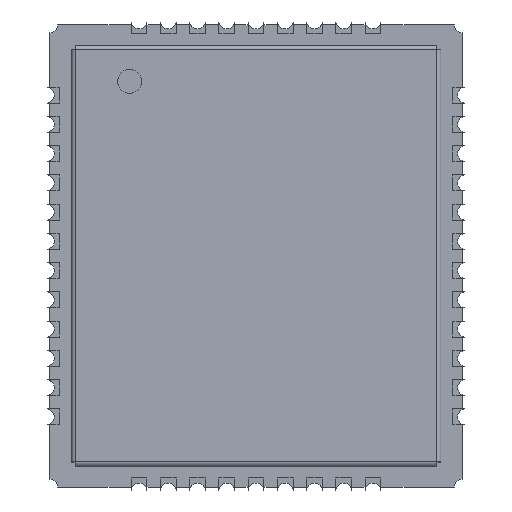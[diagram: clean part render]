
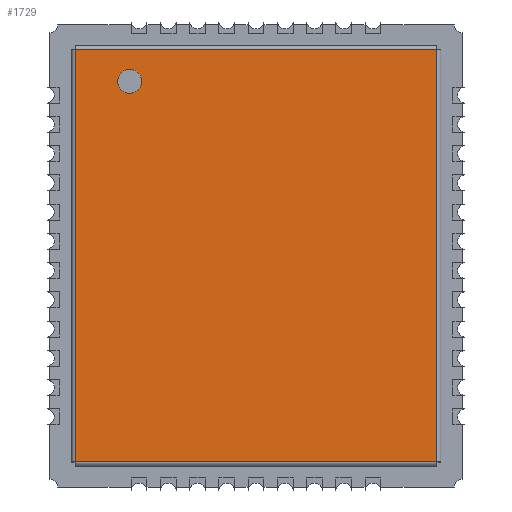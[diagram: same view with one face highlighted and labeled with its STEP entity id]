
A CAD part, top view. The second image highlights one B-rep face of the part: STEP entity #1729.
In plain terms, the highlighted planar face has unit normal (0, 0, 1).
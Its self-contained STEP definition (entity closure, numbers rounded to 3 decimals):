
#565 = CARTESIAN_POINT ( 'NONE',  ( 6.8, 7.75, 2.3 ) ) ;
#693 = LINE ( 'NONE', #6596, #16461 ) ;
#734 = EDGE_LOOP ( 'NONE', ( #3392, #17219 ) ) ;
#810 = CARTESIAN_POINT ( 'NONE',  ( 0., 0., 2.3 ) ) ;
#910 = DIRECTION ( 'NONE',  ( 0., 1., 0. ) ) ;
#999 = ORIENTED_EDGE ( 'NONE', *, *, #10486, .T. ) ;
#1436 = VECTOR ( 'NONE', #8635, 1000. ) ;
#1729 = ADVANCED_FACE ( 'NONE', ( #11994, #16197 ), #13332, .F. ) ;
#1896 = VERTEX_POINT ( 'NONE', #565 ) ;
#2407 = DIRECTION ( 'NONE',  ( -1., 0., 0. ) ) ;
#2752 = CARTESIAN_POINT ( 'NONE',  ( -5.203, 6.566, 2.3 ) ) ;
#2918 = VERTEX_POINT ( 'NONE', #12823 ) ;
#3392 = ORIENTED_EDGE ( 'NONE', *, *, #10972, .F. ) ;
#3820 = DIRECTION ( 'NONE',  ( 0., 0., 1. ) ) ;
#4103 = EDGE_CURVE ( 'NONE', #1896, #20145, #693, .T. ) ;
#4805 = AXIS2_PLACEMENT_3D ( 'NONE', #13265, #3820, #14856 ) ;
#6201 = ORIENTED_EDGE ( 'NONE', *, *, #6292, .T. ) ;
#6292 = EDGE_CURVE ( 'NONE', #20145, #2918, #13997, .T. ) ;
#6425 = LINE ( 'NONE', #16695, #14333 ) ;
#6596 = CARTESIAN_POINT ( 'NONE',  ( 0., 7.75, 2.3 ) ) ;
#6722 = EDGE_LOOP ( 'NONE', ( #999, #19053, #6201, #15153 ) ) ;
#6910 = CIRCLE ( 'NONE', #4805, 0.452 ) ;
#7254 = AXIS2_PLACEMENT_3D ( 'NONE', #810, #11805, #2407 ) ;
#7852 = VERTEX_POINT ( 'NONE', #2752 ) ;
#7923 = LINE ( 'NONE', #19790, #11627 ) ;
#8154 = DIRECTION ( 'NONE',  ( -1., 0., 0. ) ) ;
#8635 = DIRECTION ( 'NONE',  ( 0., -1., 0. ) ) ;
#8819 = DIRECTION ( 'NONE',  ( 1., 0., 0. ) ) ;
#9361 = CARTESIAN_POINT ( 'NONE',  ( -4.751, 6.566, 2.3 ) ) ;
#9671 = CARTESIAN_POINT ( 'NONE',  ( -6.8, 0., 2.3 ) ) ;
#10486 = EDGE_CURVE ( 'NONE', #17315, #1896, #7923, .T. ) ;
#10943 = DIRECTION ( 'NONE',  ( 1., 0., 0. ) ) ;
#10972 = EDGE_CURVE ( 'NONE', #17805, #7852, #6910, .T. ) ;
#11627 = VECTOR ( 'NONE', #910, 1000. ) ;
#11805 = DIRECTION ( 'NONE',  ( 0., 0., -1. ) ) ;
#11994 = FACE_BOUND ( 'NONE', #734, .T. ) ;
#12823 = CARTESIAN_POINT ( 'NONE',  ( -6.8, -7.75, 2.3 ) ) ;
#13265 = CARTESIAN_POINT ( 'NONE',  ( -4.751, 6.566, 2.3 ) ) ;
#13332 = PLANE ( 'NONE',  #7254 ) ;
#13997 = LINE ( 'NONE', #9671, #1436 ) ;
#14333 = VECTOR ( 'NONE', #8819, 1000. ) ;
#14363 = AXIS2_PLACEMENT_3D ( 'NONE', #9361, #20429, #10943 ) ;
#14856 = DIRECTION ( 'NONE',  ( 1., 0., 0. ) ) ;
#15070 = CARTESIAN_POINT ( 'NONE',  ( -4.299, 6.566, 2.3 ) ) ;
#15153 = ORIENTED_EDGE ( 'NONE', *, *, #17458, .T. ) ;
#16197 = FACE_OUTER_BOUND ( 'NONE', #6722, .T. ) ;
#16336 = CARTESIAN_POINT ( 'NONE',  ( 6.8, -7.75, 2.3 ) ) ;
#16461 = VECTOR ( 'NONE', #8154, 1000. ) ;
#16695 = CARTESIAN_POINT ( 'NONE',  ( 0., -7.75, 2.3 ) ) ;
#17219 = ORIENTED_EDGE ( 'NONE', *, *, #19485, .F. ) ;
#17315 = VERTEX_POINT ( 'NONE', #16336 ) ;
#17458 = EDGE_CURVE ( 'NONE', #2918, #17315, #6425, .T. ) ;
#17805 = VERTEX_POINT ( 'NONE', #15070 ) ;
#18741 = CARTESIAN_POINT ( 'NONE',  ( -6.8, 7.75, 2.3 ) ) ;
#18967 = CIRCLE ( 'NONE', #14363, 0.452 ) ;
#19053 = ORIENTED_EDGE ( 'NONE', *, *, #4103, .T. ) ;
#19485 = EDGE_CURVE ( 'NONE', #7852, #17805, #18967, .T. ) ;
#19790 = CARTESIAN_POINT ( 'NONE',  ( 6.8, 0., 2.3 ) ) ;
#20145 = VERTEX_POINT ( 'NONE', #18741 ) ;
#20429 = DIRECTION ( 'NONE',  ( 0., 0., 1. ) ) ;
